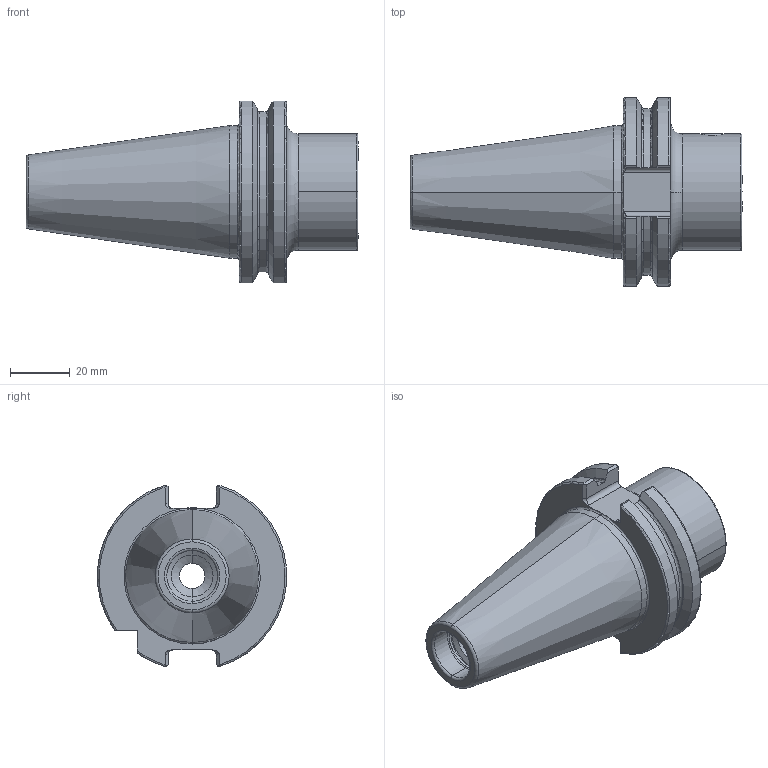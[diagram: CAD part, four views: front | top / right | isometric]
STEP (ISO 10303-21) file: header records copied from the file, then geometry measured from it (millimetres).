
FILE_DESCRIPTION (( 'STEP AP203' ), '1' );
FILE_NAME ('SK4-ST4.K01.043.STEP', '2016-02-12T09:09:35', ( 'SWIAdmin' ), ( 'Hewlett-Packard Company' ), 'SwSTEP 2.0', 'SolidWorks 2015', '' );
FILE_SCHEMA (( 'CONFIG_CONTROL_DESIGN' ));
Length unit declared in the file: millimetre
Products named in the file (3): SK4-ST4.K01.043; SK4-ST4.K01.043_A; ST4-ER1.001.011_A
Assembly tree (2 placements, depth 2):
  SK4-ST4.K01.043
    SK4-ST4.K01.043_A
    ST4-ER1.001.011_A
Bounding box: 111.25 x 63.37 x 60.94 mm (x, y, z)
Volume: 122611.9 mm3; surface area: 24498.5 mm2
Topology: 2 solids, 2 shells, 149 faces, 387 edges, 240 vertices
Faces by surface type: plane 48, cylinder 40, torus 33, cone 24, bspline 4
Entity records: 5509 total; most frequent: CARTESIAN_POINT 1667, ORIENTED_EDGE 770, DIRECTION 727, EDGE_CURVE 385, AXIS2_PLACEMENT_3D 285, VERTEX_POINT 240, VECTOR 157, LINE 157
